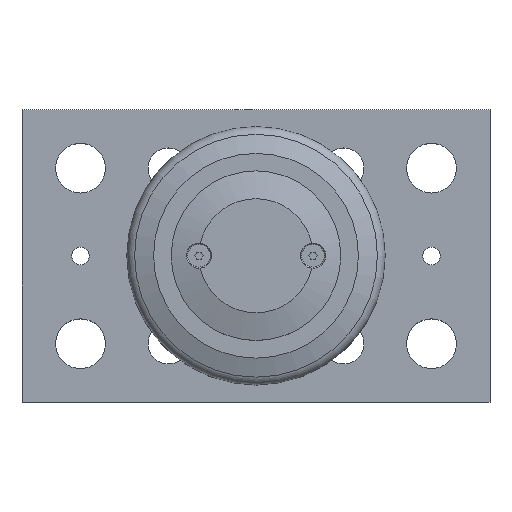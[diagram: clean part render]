
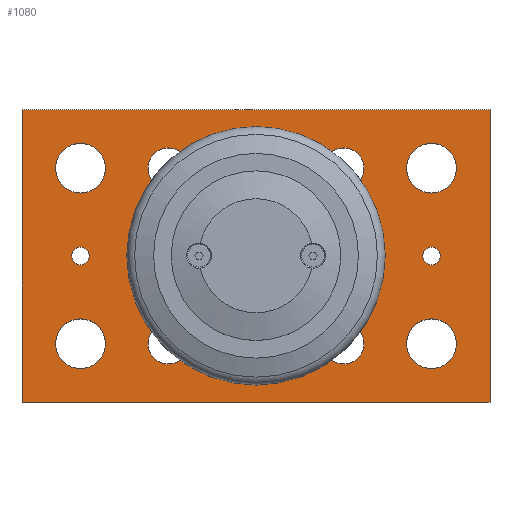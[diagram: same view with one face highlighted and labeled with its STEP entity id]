
A CAD part, top view. The second image highlights one B-rep face of the part: STEP entity #1080.
In plain terms, the highlighted planar face has unit normal (0, 0, 1).
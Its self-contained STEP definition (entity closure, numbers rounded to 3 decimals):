
#64=FACE_BOUND('',#271,.T.);
#65=FACE_BOUND('',#272,.T.);
#66=FACE_BOUND('',#273,.T.);
#67=FACE_BOUND('',#274,.T.);
#68=FACE_BOUND('',#275,.T.);
#69=FACE_BOUND('',#276,.T.);
#70=FACE_BOUND('',#277,.T.);
#71=FACE_BOUND('',#278,.T.);
#72=FACE_BOUND('',#279,.T.);
#73=FACE_BOUND('',#280,.T.);
#74=FACE_BOUND('',#281,.T.);
#119=CIRCLE('',#1182,29.);
#125=CIRCLE('',#1191,6.918);
#126=CIRCLE('',#1192,6.918);
#128=CIRCLE('',#1195,6.918);
#129=CIRCLE('',#1196,6.918);
#131=CIRCLE('',#1199,6.918);
#132=CIRCLE('',#1200,6.918);
#134=CIRCLE('',#1203,6.918);
#135=CIRCLE('',#1204,6.918);
#137=CIRCLE('',#1207,8.5);
#139=CIRCLE('',#1210,8.5);
#141=CIRCLE('',#1213,8.5);
#143=CIRCLE('',#1216,8.5);
#145=CIRCLE('',#1219,3.);
#147=CIRCLE('',#1222,3.);
#197=FACE_OUTER_BOUND('',#270,.T.);
#270=EDGE_LOOP('',(#937,#938,#939,#940));
#271=EDGE_LOOP('',(#941));
#272=EDGE_LOOP('',(#942,#943));
#273=EDGE_LOOP('',(#944,#945));
#274=EDGE_LOOP('',(#946,#947));
#275=EDGE_LOOP('',(#948,#949));
#276=EDGE_LOOP('',(#950));
#277=EDGE_LOOP('',(#951));
#278=EDGE_LOOP('',(#952));
#279=EDGE_LOOP('',(#953));
#280=EDGE_LOOP('',(#954));
#281=EDGE_LOOP('',(#955));
#335=LINE('',#1894,#409);
#339=LINE('',#1902,#413);
#342=LINE('',#1908,#416);
#345=LINE('',#1913,#419);
#409=VECTOR('',#1514,10.);
#413=VECTOR('',#1520,10.);
#416=VECTOR('',#1525,10.);
#419=VECTOR('',#1530,10.);
#495=VERTEX_POINT('',#1807);
#501=VERTEX_POINT('',#1824);
#502=VERTEX_POINT('',#1825);
#504=VERTEX_POINT('',#1832);
#505=VERTEX_POINT('',#1833);
#507=VERTEX_POINT('',#1840);
#508=VERTEX_POINT('',#1841);
#510=VERTEX_POINT('',#1848);
#511=VERTEX_POINT('',#1849);
#513=VERTEX_POINT('',#1856);
#515=VERTEX_POINT('',#1862);
#517=VERTEX_POINT('',#1868);
#519=VERTEX_POINT('',#1874);
#521=VERTEX_POINT('',#1880);
#523=VERTEX_POINT('',#1886);
#525=VERTEX_POINT('',#1892);
#526=VERTEX_POINT('',#1893);
#529=VERTEX_POINT('',#1901);
#531=VERTEX_POINT('',#1907);
#625=EDGE_CURVE('',#495,#495,#119,.T.);
#632=EDGE_CURVE('',#501,#502,#125,.T.);
#633=EDGE_CURVE('',#502,#501,#126,.T.);
#636=EDGE_CURVE('',#504,#505,#128,.T.);
#637=EDGE_CURVE('',#505,#504,#129,.T.);
#640=EDGE_CURVE('',#507,#508,#131,.T.);
#641=EDGE_CURVE('',#508,#507,#132,.T.);
#644=EDGE_CURVE('',#510,#511,#134,.T.);
#645=EDGE_CURVE('',#511,#510,#135,.T.);
#648=EDGE_CURVE('',#513,#513,#137,.T.);
#651=EDGE_CURVE('',#515,#515,#139,.T.);
#654=EDGE_CURVE('',#517,#517,#141,.T.);
#657=EDGE_CURVE('',#519,#519,#143,.T.);
#660=EDGE_CURVE('',#521,#521,#145,.T.);
#663=EDGE_CURVE('',#523,#523,#147,.T.);
#666=EDGE_CURVE('',#525,#526,#335,.T.);
#670=EDGE_CURVE('',#526,#529,#339,.T.);
#673=EDGE_CURVE('',#529,#531,#342,.T.);
#676=EDGE_CURVE('',#531,#525,#345,.T.);
#937=ORIENTED_EDGE('',*,*,#666,.F.);
#938=ORIENTED_EDGE('',*,*,#676,.F.);
#939=ORIENTED_EDGE('',*,*,#673,.F.);
#940=ORIENTED_EDGE('',*,*,#670,.F.);
#941=ORIENTED_EDGE('',*,*,#625,.T.);
#942=ORIENTED_EDGE('',*,*,#632,.T.);
#943=ORIENTED_EDGE('',*,*,#633,.T.);
#944=ORIENTED_EDGE('',*,*,#636,.T.);
#945=ORIENTED_EDGE('',*,*,#637,.T.);
#946=ORIENTED_EDGE('',*,*,#640,.T.);
#947=ORIENTED_EDGE('',*,*,#641,.T.);
#948=ORIENTED_EDGE('',*,*,#644,.T.);
#949=ORIENTED_EDGE('',*,*,#645,.T.);
#950=ORIENTED_EDGE('',*,*,#648,.T.);
#951=ORIENTED_EDGE('',*,*,#651,.T.);
#952=ORIENTED_EDGE('',*,*,#654,.T.);
#953=ORIENTED_EDGE('',*,*,#657,.T.);
#954=ORIENTED_EDGE('',*,*,#660,.T.);
#955=ORIENTED_EDGE('',*,*,#663,.T.);
#1025=PLANE('',#1229);
#1080=ADVANCED_FACE('',(#197,#64,#65,#66,#67,#68,#69,#70,#71,#72,#73,#74),
#1025,.T.);
#1182=AXIS2_PLACEMENT_3D('',#1809,#1417,#1418);
#1191=AXIS2_PLACEMENT_3D('',#1826,#1436,#1437);
#1192=AXIS2_PLACEMENT_3D('',#1827,#1438,#1439);
#1195=AXIS2_PLACEMENT_3D('',#1834,#1445,#1446);
#1196=AXIS2_PLACEMENT_3D('',#1835,#1447,#1448);
#1199=AXIS2_PLACEMENT_3D('',#1842,#1454,#1455);
#1200=AXIS2_PLACEMENT_3D('',#1843,#1456,#1457);
#1203=AXIS2_PLACEMENT_3D('',#1850,#1463,#1464);
#1204=AXIS2_PLACEMENT_3D('',#1851,#1465,#1466);
#1207=AXIS2_PLACEMENT_3D('',#1857,#1472,#1473);
#1210=AXIS2_PLACEMENT_3D('',#1863,#1479,#1480);
#1213=AXIS2_PLACEMENT_3D('',#1869,#1486,#1487);
#1216=AXIS2_PLACEMENT_3D('',#1875,#1493,#1494);
#1219=AXIS2_PLACEMENT_3D('',#1881,#1500,#1501);
#1222=AXIS2_PLACEMENT_3D('',#1887,#1507,#1508);
#1229=AXIS2_PLACEMENT_3D('',#1916,#1534,#1535);
#1417=DIRECTION('center_axis',(0.,0.,-1.));
#1418=DIRECTION('ref_axis',(-1.,0.,0.));
#1436=DIRECTION('center_axis',(0.,0.,-1.));
#1437=DIRECTION('ref_axis',(1.,0.,0.));
#1438=DIRECTION('center_axis',(0.,0.,-1.));
#1439=DIRECTION('ref_axis',(1.,0.,0.));
#1445=DIRECTION('center_axis',(0.,0.,-1.));
#1446=DIRECTION('ref_axis',(1.,0.,0.));
#1447=DIRECTION('center_axis',(0.,0.,-1.));
#1448=DIRECTION('ref_axis',(1.,0.,0.));
#1454=DIRECTION('center_axis',(0.,0.,-1.));
#1455=DIRECTION('ref_axis',(1.,0.,0.));
#1456=DIRECTION('center_axis',(0.,0.,-1.));
#1457=DIRECTION('ref_axis',(1.,0.,0.));
#1463=DIRECTION('center_axis',(0.,0.,-1.));
#1464=DIRECTION('ref_axis',(1.,0.,0.));
#1465=DIRECTION('center_axis',(0.,0.,-1.));
#1466=DIRECTION('ref_axis',(1.,0.,0.));
#1472=DIRECTION('center_axis',(0.,0.,-1.));
#1473=DIRECTION('ref_axis',(-1.,0.,0.));
#1479=DIRECTION('center_axis',(0.,0.,-1.));
#1480=DIRECTION('ref_axis',(-1.,0.,0.));
#1486=DIRECTION('center_axis',(0.,0.,-1.));
#1487=DIRECTION('ref_axis',(-1.,0.,0.));
#1493=DIRECTION('center_axis',(0.,0.,-1.));
#1494=DIRECTION('ref_axis',(-1.,0.,0.));
#1500=DIRECTION('center_axis',(0.,0.,-1.));
#1501=DIRECTION('ref_axis',(-1.,0.,0.));
#1507=DIRECTION('center_axis',(0.,0.,-1.));
#1508=DIRECTION('ref_axis',(-1.,0.,0.));
#1514=DIRECTION('',(0.,1.,0.));
#1520=DIRECTION('',(1.,0.,0.));
#1525=DIRECTION('',(0.,-1.,0.));
#1530=DIRECTION('',(-1.,0.,0.));
#1534=DIRECTION('center_axis',(0.,0.,1.));
#1535=DIRECTION('ref_axis',(1.,0.,0.));
#1807=CARTESIAN_POINT('',(109.,50.,20.));
#1809=CARTESIAN_POINT('Origin',(80.,50.,20.));
#1824=CARTESIAN_POINT('',(56.918,20.,20.));
#1825=CARTESIAN_POINT('',(43.083,20.,20.));
#1826=CARTESIAN_POINT('Origin',(50.,20.,20.));
#1827=CARTESIAN_POINT('Origin',(50.,20.,20.));
#1832=CARTESIAN_POINT('',(116.918,20.,20.));
#1833=CARTESIAN_POINT('',(103.083,20.,20.));
#1834=CARTESIAN_POINT('Origin',(110.,20.,20.));
#1835=CARTESIAN_POINT('Origin',(110.,20.,20.));
#1840=CARTESIAN_POINT('',(116.918,80.,20.));
#1841=CARTESIAN_POINT('',(103.083,80.,20.));
#1842=CARTESIAN_POINT('Origin',(110.,80.,20.));
#1843=CARTESIAN_POINT('Origin',(110.,80.,20.));
#1848=CARTESIAN_POINT('',(56.918,80.,20.));
#1849=CARTESIAN_POINT('',(43.083,80.,20.));
#1850=CARTESIAN_POINT('Origin',(50.,80.,20.));
#1851=CARTESIAN_POINT('Origin',(50.,80.,20.));
#1856=CARTESIAN_POINT('',(28.5,20.,20.));
#1857=CARTESIAN_POINT('Origin',(20.,20.,20.));
#1862=CARTESIAN_POINT('',(148.5,20.,20.));
#1863=CARTESIAN_POINT('Origin',(140.,20.,20.));
#1868=CARTESIAN_POINT('',(28.5,80.,20.));
#1869=CARTESIAN_POINT('Origin',(20.,80.,20.));
#1874=CARTESIAN_POINT('',(148.5,80.,20.));
#1875=CARTESIAN_POINT('Origin',(140.,80.,20.));
#1880=CARTESIAN_POINT('',(23.,50.,20.));
#1881=CARTESIAN_POINT('Origin',(20.,50.,20.));
#1886=CARTESIAN_POINT('',(143.,50.,20.));
#1887=CARTESIAN_POINT('Origin',(140.,50.,20.));
#1892=CARTESIAN_POINT('',(0.,0.,20.));
#1893=CARTESIAN_POINT('',(0.,100.,20.));
#1894=CARTESIAN_POINT('',(0.,100.,20.));
#1901=CARTESIAN_POINT('',(160.,100.,20.));
#1902=CARTESIAN_POINT('',(160.,100.,20.));
#1907=CARTESIAN_POINT('',(160.,0.,20.));
#1908=CARTESIAN_POINT('',(160.,0.,20.));
#1913=CARTESIAN_POINT('',(0.,0.,20.));
#1916=CARTESIAN_POINT('Origin',(80.,50.,20.));
